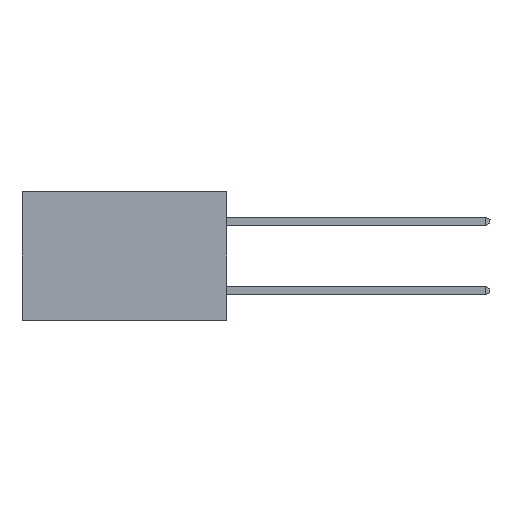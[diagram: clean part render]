
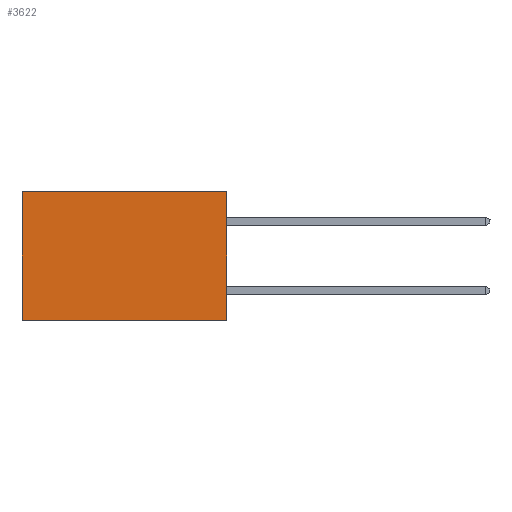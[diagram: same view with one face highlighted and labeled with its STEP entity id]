
A CAD part, left-side view. The second image highlights one B-rep face of the part: STEP entity #3622.
In plain terms, the highlighted planar face has unit normal (-1, 0, 0).
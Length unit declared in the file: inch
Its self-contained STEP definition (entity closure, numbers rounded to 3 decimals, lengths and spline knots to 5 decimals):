
#274 = EDGE_CURVE ( 'NONE', #3668, #5960, #4040, .T. ) ;
#329 = LINE ( 'NONE', #3739, #3225 ) ;
#796 = VECTOR ( 'NONE', #10383, 39.37008 ) ;
#1076 = EDGE_CURVE ( 'NONE', #13769, #5960, #14133, .T. ) ;
#1652 = VECTOR ( 'NONE', #3765, 39.37008 ) ;
#2642 = CARTESIAN_POINT ( 'NONE',  ( 0.277, 0.59, 0. ) ) ;
#2924 = FACE_OUTER_BOUND ( 'NONE', #9746, .T. ) ;
#3225 = VECTOR ( 'NONE', #3727, 39.37008 ) ;
#3622 = ADVANCED_FACE ( 'NONE', ( #2924 ), #7810, .F. ) ;
#3668 = VERTEX_POINT ( 'NONE', #5924 ) ;
#3727 = DIRECTION ( 'NONE',  ( 0., 1., 0. ) ) ;
#3739 = CARTESIAN_POINT ( 'NONE',  ( 0.277, 0., 0. ) ) ;
#3756 = VECTOR ( 'NONE', #12082, 39.37008 ) ;
#3765 = DIRECTION ( 'NONE',  ( 0., 0., -1. ) ) ;
#4040 = LINE ( 'NONE', #10570, #796 ) ;
#5924 = CARTESIAN_POINT ( 'NONE',  ( 0.277, 0., -0.37 ) ) ;
#5960 = VERTEX_POINT ( 'NONE', #11621 ) ;
#6016 = VERTEX_POINT ( 'NONE', #11155 ) ;
#6334 = ORIENTED_EDGE ( 'NONE', *, *, #7924, .T. ) ;
#6427 = ORIENTED_EDGE ( 'NONE', *, *, #6502, .F. ) ;
#6502 = EDGE_CURVE ( 'NONE', #6016, #3668, #9125, .T. ) ;
#6622 = ORIENTED_EDGE ( 'NONE', *, *, #1076, .T. ) ;
#6634 = ORIENTED_EDGE ( 'NONE', *, *, #274, .F. ) ;
#7540 = DIRECTION ( 'NONE',  ( 0., 0., -1. ) ) ;
#7566 = DIRECTION ( 'NONE',  ( 1., 0., 0. ) ) ;
#7787 = CARTESIAN_POINT ( 'NONE',  ( 0.277, 0., -0.37 ) ) ;
#7810 = PLANE ( 'NONE',  #9395 ) ;
#7924 = EDGE_CURVE ( 'NONE', #6016, #13769, #329, .T. ) ;
#9125 = LINE ( 'NONE', #11916, #3756 ) ;
#9395 = AXIS2_PLACEMENT_3D ( 'NONE', #7787, #7566, #7540 ) ;
#9746 = EDGE_LOOP ( 'NONE', ( #6622, #6634, #6427, #6334 ) ) ;
#10383 = DIRECTION ( 'NONE',  ( 0., 1., 0. ) ) ;
#10570 = CARTESIAN_POINT ( 'NONE',  ( 0.277, 0., -0.37 ) ) ;
#11155 = CARTESIAN_POINT ( 'NONE',  ( 0.277, 0., 0. ) ) ;
#11621 = CARTESIAN_POINT ( 'NONE',  ( 0.277, 0.59, -0.37 ) ) ;
#11916 = CARTESIAN_POINT ( 'NONE',  ( 0.277, 0., -0.37 ) ) ;
#12082 = DIRECTION ( 'NONE',  ( 0., 0., -1. ) ) ;
#13769 = VERTEX_POINT ( 'NONE', #2642 ) ;
#14133 = LINE ( 'NONE', #14287, #1652 ) ;
#14287 = CARTESIAN_POINT ( 'NONE',  ( 0.277, 0.59, -0.37 ) ) ;
